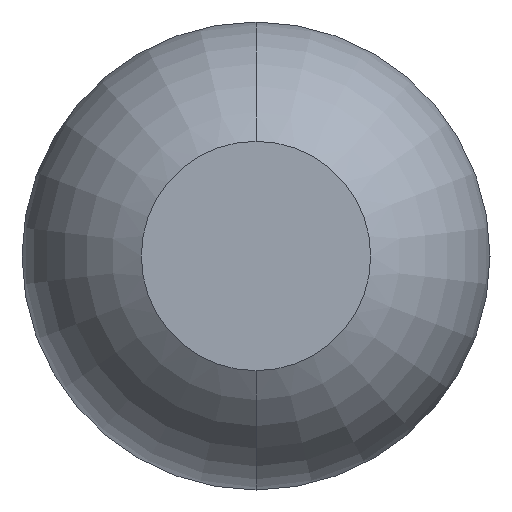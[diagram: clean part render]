
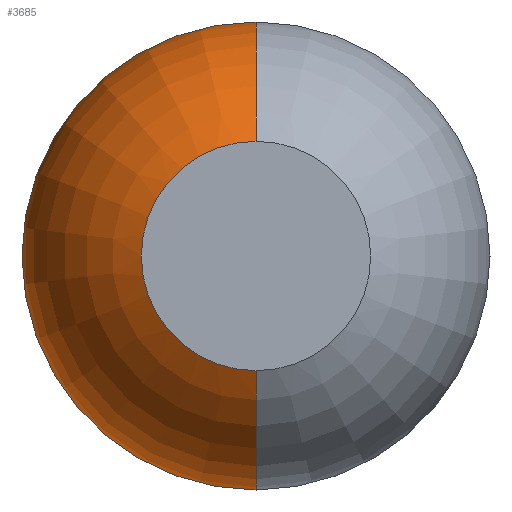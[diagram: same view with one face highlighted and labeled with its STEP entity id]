
A CAD part, front view. The second image highlights one B-rep face of the part: STEP entity #3685.
In plain terms, the highlighted toroidal (fillet/blend) face has major radius 0.01 mm and minor radius 0.5 mm.
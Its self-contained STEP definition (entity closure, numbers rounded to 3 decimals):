
#7 = DIRECTION ( 'NONE',  ( 0., 0., 1. ) ) ;
#26 = ORIENTED_EDGE ( 'NONE', *, *, #1914, .T. ) ;
#38 = EDGE_CURVE ( 'Defeature ausgef�hrt1_0+Defeature ausgef�hrt1_6+Defeature ausgef�hrt1_6+Defeature ausgef�hrt1_6', #2879, #431, #250, .T. ) ;
#106 = CARTESIAN_POINT ( 'NONE',  ( 0., -25.4, 0.25 ) ) ;
#108 = ORIENTED_EDGE ( 'NONE', *, *, #38, .T. ) ;
#156 = ORIENTED_EDGE ( 'NONE', *, *, #1161, .F. ) ;
#250 = CIRCLE ( 'NONE', #954, 0.51 ) ;
#431 = VERTEX_POINT ( 'NONE', #2155 ) ;
#456 = DIRECTION ( 'NONE',  ( 0., 0., 1. ) ) ;
#482 = CARTESIAN_POINT ( 'NONE',  ( 0., -25.4, 0. ) ) ;
#549 = DIRECTION ( 'NONE',  ( 0., 0., -1. ) ) ;
#551 = DIRECTION ( 'NONE',  ( 0., 0., -1. ) ) ;
#590 = VERTEX_POINT ( 'NONE', #106 ) ;
#701 = EDGE_CURVE ( 'Defeature ausgef�hrt1_0+Defeature ausgef�hrt1_12+Defeature ausgef�hrt1_12+Defeature ausgef�hrt1_12', #793, #590, #1976, .T. ) ;
#715 = AXIS2_PLACEMENT_3D ( 'NONE', #2404, #1200, #7 ) ;
#748 = FACE_OUTER_BOUND ( 'NONE', #3520, .T. ) ;
#793 = VERTEX_POINT ( 'NONE', #3845 ) ;
#836 = AXIS2_PLACEMENT_3D ( 'NONE', #482, #2326, #456 ) ;
#871 = AXIS2_PLACEMENT_3D ( 'NONE', #1797, #1463, #551 ) ;
#954 = AXIS2_PLACEMENT_3D ( 'NONE', #1737, #2616, #1968 ) ;
#1161 = EDGE_CURVE ( 'NONE', #2879, #590, #1494, .T. ) ;
#1200 = DIRECTION ( 'NONE',  ( -1., 0., 0. ) ) ;
#1463 = DIRECTION ( 'NONE',  ( 0., -1., 0. ) ) ;
#1494 = CIRCLE ( 'NONE', #2287, 0.5 ) ;
#1737 = CARTESIAN_POINT ( 'NONE',  ( 0., -24.961, 0. ) ) ;
#1797 = CARTESIAN_POINT ( 'NONE',  ( 0., -24.961, 0. ) ) ;
#1914 = EDGE_CURVE ( 'NONE', #431, #793, #1980, .T. ) ;
#1968 = DIRECTION ( 'NONE',  ( 0., 0., -1. ) ) ;
#1976 = CIRCLE ( 'NONE', #836, 0.25 ) ;
#1980 = CIRCLE ( 'NONE', #715, 0.5 ) ;
#2111 = CARTESIAN_POINT ( 'NONE',  ( 0., -24.961, 0.01 ) ) ;
#2155 = CARTESIAN_POINT ( 'NONE',  ( 0., -24.961, -0.51 ) ) ;
#2287 = AXIS2_PLACEMENT_3D ( 'NONE', #2111, #3003, #549 ) ;
#2326 = DIRECTION ( 'NONE',  ( 0., 1., 0. ) ) ;
#2404 = CARTESIAN_POINT ( 'NONE',  ( 0., -24.961, -0.01 ) ) ;
#2616 = DIRECTION ( 'NONE',  ( 0., -1., 0. ) ) ;
#2643 = TOROIDAL_SURFACE ( 'NONE', #871, 0.01, 0.5 ) ;
#2687 = CARTESIAN_POINT ( 'NONE',  ( 0., -24.961, 0.51 ) ) ;
#2879 = VERTEX_POINT ( 'NONE', #2687 ) ;
#3003 = DIRECTION ( 'NONE',  ( 1., 0., 0. ) ) ;
#3520 = EDGE_LOOP ( 'NONE', ( #156, #108, #26, #3764 ) ) ;
#3685 = ADVANCED_FACE ( 'Defeature ausgef�hrt1_0', ( #748 ), #2643, .T. ) ;
#3764 = ORIENTED_EDGE ( 'NONE', *, *, #701, .T. ) ;
#3845 = CARTESIAN_POINT ( 'NONE',  ( 0., -25.4, -0.25 ) ) ;
